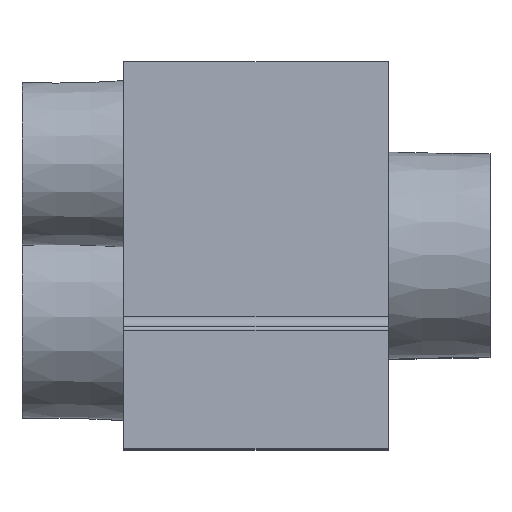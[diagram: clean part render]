
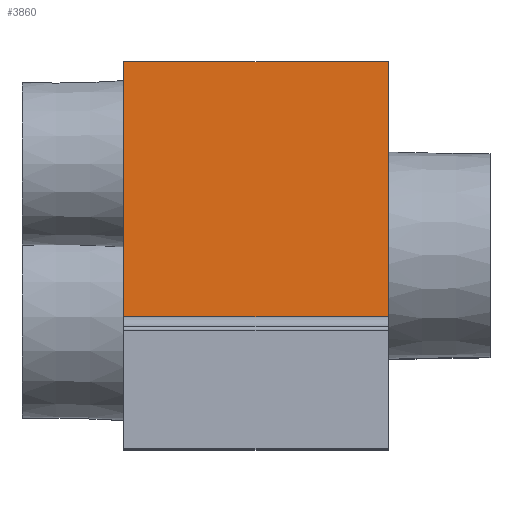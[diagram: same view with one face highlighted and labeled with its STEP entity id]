
A CAD part, top view. The second image highlights one B-rep face of the part: STEP entity #3860.
In plain terms, the highlighted planar face has unit normal (0, 0.035, 0.999).
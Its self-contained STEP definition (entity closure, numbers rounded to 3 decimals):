
#484=ORIENTED_EDGE('',*,*,#1405,.T.);
#485=ORIENTED_EDGE('',*,*,#1566,.F.);
#486=ORIENTED_EDGE('',*,*,#1498,.F.);
#487=ORIENTED_EDGE('',*,*,#1565,.T.);
#1405=EDGE_CURVE('',#1966,#1965,#2339,.T.);
#1498=EDGE_CURVE('',#2058,#2059,#2412,.T.);
#1565=EDGE_CURVE('',#2058,#1966,#2440,.T.);
#1566=EDGE_CURVE('',#2059,#1965,#2441,.T.);
#1965=VERTEX_POINT('',#5626);
#1966=VERTEX_POINT('',#5628);
#2058=VERTEX_POINT('',#5813);
#2059=VERTEX_POINT('',#5815);
#2339=LINE('',#5627,#2744);
#2412=LINE('',#5814,#2817);
#2440=LINE('',#5947,#2845);
#2441=LINE('',#5949,#2846);
#2744=VECTOR('',#4480,1000.);
#2817=VECTOR('',#4595,1000.);
#2845=VECTOR('',#4733,1000.);
#2846=VECTOR('',#4736,1000.);
#3170=EDGE_LOOP('',(#484,#485,#486,#487));
#3458=FACE_BOUND('',#3170,.T.);
#3706=PLANE('',#4159);
#3860=ADVANCED_FACE('',(#3458),#3706,.F.);
#4159=AXIS2_PLACEMENT_3D('',#5948,#4734,#4735);
#4480=DIRECTION('',(0.,-0.999,0.035));
#4595=DIRECTION('',(0.,-0.999,0.035));
#4733=DIRECTION('',(-1.,0.,0.));
#4734=DIRECTION('',(0.,-0.035,-0.999));
#4735=DIRECTION('',(0.,0.999,-0.035));
#4736=DIRECTION('',(-1.,0.,0.));
#5626=CARTESIAN_POINT('',(-13.,12.965,38.374));
#5627=CARTESIAN_POINT('',(-13.,38.,37.5));
#5628=CARTESIAN_POINT('',(-13.,38.,37.5));
#5813=CARTESIAN_POINT('',(13.,38.,37.5));
#5814=CARTESIAN_POINT('',(13.,38.,37.5));
#5815=CARTESIAN_POINT('',(13.,12.965,38.374));
#5947=CARTESIAN_POINT('',(13.,38.,37.5));
#5948=CARTESIAN_POINT('',(13.,38.,37.5));
#5949=CARTESIAN_POINT('',(13.,12.965,38.374));
